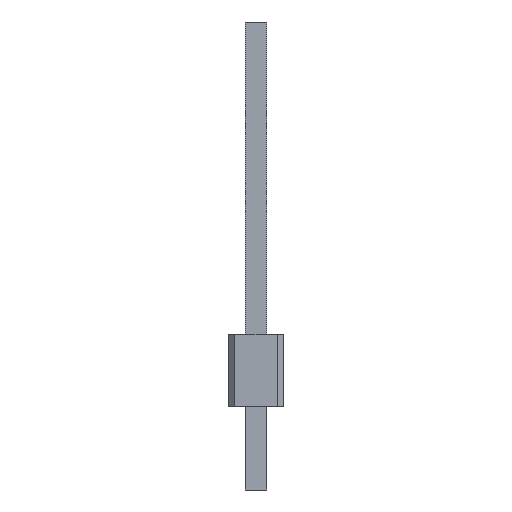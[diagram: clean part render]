
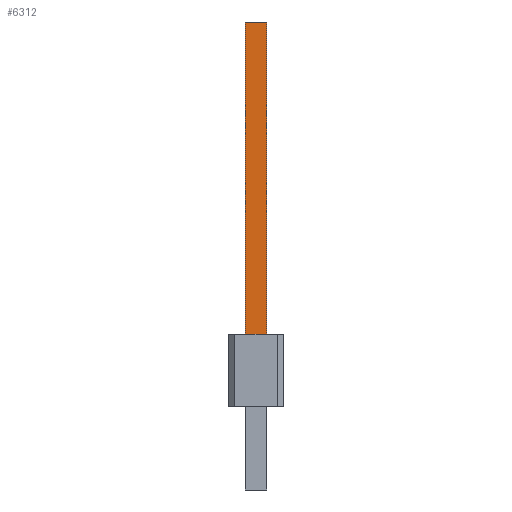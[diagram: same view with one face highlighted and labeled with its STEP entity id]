
A CAD part, left-side view. The second image highlights one B-rep face of the part: STEP entity #6312.
In plain terms, the highlighted planar face has unit normal (-1, 0, 0).
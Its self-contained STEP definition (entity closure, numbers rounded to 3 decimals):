
#100 = PLANE('',#101);
#101 = AXIS2_PLACEMENT_3D('',#102,#103,#104);
#102 = CARTESIAN_POINT('',(8.89,1.27,3.3));
#103 = DIRECTION('',(0.,0.,1.));
#104 = DIRECTION('',(1.,0.,0.));
#3050 = EDGE_CURVE('',#3051,#3053,#3055,.T.);
#3051 = VERTEX_POINT('',#3052);
#3052 = CARTESIAN_POINT('',(0.77,0.77,3.3));
#3053 = VERTEX_POINT('',#3054);
#3054 = CARTESIAN_POINT('',(0.77,1.77,3.3));
#3055 = SURFACE_CURVE('',#3056,(#3060,#3067),.PCURVE_S1.);
#3056 = LINE('',#3057,#3058);
#3057 = CARTESIAN_POINT('',(0.77,0.77,3.3));
#3058 = VECTOR('',#3059,1.);
#3059 = DIRECTION('',(0.,1.,0.));
#3060 = PCURVE('',#100,#3061);
#3061 = DEFINITIONAL_REPRESENTATION('',(#3062),#3066);
#3062 = LINE('',#3063,#3064);
#3063 = CARTESIAN_POINT('',(-8.12,-0.5));
#3064 = VECTOR('',#3065,1.);
#3065 = DIRECTION('',(0.,1.));
#3066 = ( GEOMETRIC_REPRESENTATION_CONTEXT(2) 
PARAMETRIC_REPRESENTATION_CONTEXT() REPRESENTATION_CONTEXT('2D SPACE',''
  ) );
#3067 = PCURVE('',#3068,#3073);
#3068 = PLANE('',#3069);
#3069 = AXIS2_PLACEMENT_3D('',#3070,#3071,#3072);
#3070 = CARTESIAN_POINT('',(0.77,0.77,3.3));
#3071 = DIRECTION('',(-1.,0.,0.));
#3072 = DIRECTION('',(0.,1.,0.));
#3073 = DEFINITIONAL_REPRESENTATION('',(#3074),#3078);
#3074 = LINE('',#3075,#3076);
#3075 = CARTESIAN_POINT('',(0.,0.));
#3076 = VECTOR('',#3077,1.);
#3077 = DIRECTION('',(1.,0.));
#3078 = ( GEOMETRIC_REPRESENTATION_CONTEXT(2) 
PARAMETRIC_REPRESENTATION_CONTEXT() REPRESENTATION_CONTEXT('2D SPACE',''
  ) );
#3096 = PLANE('',#3097);
#3097 = AXIS2_PLACEMENT_3D('',#3098,#3099,#3100);
#3098 = CARTESIAN_POINT('',(0.77,1.77,3.3));
#3099 = DIRECTION('',(0.,1.,0.));
#3100 = DIRECTION('',(1.,0.,0.));
#3150 = PLANE('',#3151);
#3151 = AXIS2_PLACEMENT_3D('',#3152,#3153,#3154);
#3152 = CARTESIAN_POINT('',(1.77,0.77,3.3));
#3153 = DIRECTION('',(0.,-1.,0.));
#3154 = DIRECTION('',(-1.,0.,0.));
#6312 = ADVANCED_FACE('',(#6313),#3068,.T.);
#6313 = FACE_BOUND('',#6314,.T.);
#6314 = EDGE_LOOP('',(#6315,#6338,#6366,#6387));
#6315 = ORIENTED_EDGE('',*,*,#6316,.T.);
#6316 = EDGE_CURVE('',#3051,#6317,#6319,.T.);
#6317 = VERTEX_POINT('',#6318);
#6318 = CARTESIAN_POINT('',(0.77,0.77,17.52));
#6319 = SURFACE_CURVE('',#6320,(#6324,#6331),.PCURVE_S1.);
#6320 = LINE('',#6321,#6322);
#6321 = CARTESIAN_POINT('',(0.77,0.77,3.3));
#6322 = VECTOR('',#6323,1.);
#6323 = DIRECTION('',(0.,0.,1.));
#6324 = PCURVE('',#3068,#6325);
#6325 = DEFINITIONAL_REPRESENTATION('',(#6326),#6330);
#6326 = LINE('',#6327,#6328);
#6327 = CARTESIAN_POINT('',(0.,0.));
#6328 = VECTOR('',#6329,1.);
#6329 = DIRECTION('',(0.,-1.));
#6330 = ( GEOMETRIC_REPRESENTATION_CONTEXT(2) 
PARAMETRIC_REPRESENTATION_CONTEXT() REPRESENTATION_CONTEXT('2D SPACE',''
  ) );
#6331 = PCURVE('',#3150,#6332);
#6332 = DEFINITIONAL_REPRESENTATION('',(#6333),#6337);
#6333 = LINE('',#6334,#6335);
#6334 = CARTESIAN_POINT('',(1.,0.));
#6335 = VECTOR('',#6336,1.);
#6336 = DIRECTION('',(0.,-1.));
#6337 = ( GEOMETRIC_REPRESENTATION_CONTEXT(2) 
PARAMETRIC_REPRESENTATION_CONTEXT() REPRESENTATION_CONTEXT('2D SPACE',''
  ) );
#6338 = ORIENTED_EDGE('',*,*,#6339,.T.);
#6339 = EDGE_CURVE('',#6317,#6340,#6342,.T.);
#6340 = VERTEX_POINT('',#6341);
#6341 = CARTESIAN_POINT('',(0.77,1.77,17.52));
#6342 = SURFACE_CURVE('',#6343,(#6347,#6354),.PCURVE_S1.);
#6343 = LINE('',#6344,#6345);
#6344 = CARTESIAN_POINT('',(0.77,0.77,17.52));
#6345 = VECTOR('',#6346,1.);
#6346 = DIRECTION('',(0.,1.,0.));
#6347 = PCURVE('',#3068,#6348);
#6348 = DEFINITIONAL_REPRESENTATION('',(#6349),#6353);
#6349 = LINE('',#6350,#6351);
#6350 = CARTESIAN_POINT('',(0.,-14.22));
#6351 = VECTOR('',#6352,1.);
#6352 = DIRECTION('',(1.,0.));
#6353 = ( GEOMETRIC_REPRESENTATION_CONTEXT(2) 
PARAMETRIC_REPRESENTATION_CONTEXT() REPRESENTATION_CONTEXT('2D SPACE',''
  ) );
#6354 = PCURVE('',#6355,#6360);
#6355 = PLANE('',#6356);
#6356 = AXIS2_PLACEMENT_3D('',#6357,#6358,#6359);
#6357 = CARTESIAN_POINT('',(1.27,1.27,17.52));
#6358 = DIRECTION('',(-0.,-0.,-1.));
#6359 = DIRECTION('',(-1.,0.,0.));
#6360 = DEFINITIONAL_REPRESENTATION('',(#6361),#6365);
#6361 = LINE('',#6362,#6363);
#6362 = CARTESIAN_POINT('',(0.5,-0.5));
#6363 = VECTOR('',#6364,1.);
#6364 = DIRECTION('',(0.,1.));
#6365 = ( GEOMETRIC_REPRESENTATION_CONTEXT(2) 
PARAMETRIC_REPRESENTATION_CONTEXT() REPRESENTATION_CONTEXT('2D SPACE',''
  ) );
#6366 = ORIENTED_EDGE('',*,*,#6367,.F.);
#6367 = EDGE_CURVE('',#3053,#6340,#6368,.T.);
#6368 = SURFACE_CURVE('',#6369,(#6373,#6380),.PCURVE_S1.);
#6369 = LINE('',#6370,#6371);
#6370 = CARTESIAN_POINT('',(0.77,1.77,3.3));
#6371 = VECTOR('',#6372,1.);
#6372 = DIRECTION('',(0.,0.,1.));
#6373 = PCURVE('',#3068,#6374);
#6374 = DEFINITIONAL_REPRESENTATION('',(#6375),#6379);
#6375 = LINE('',#6376,#6377);
#6376 = CARTESIAN_POINT('',(1.,0.));
#6377 = VECTOR('',#6378,1.);
#6378 = DIRECTION('',(0.,-1.));
#6379 = ( GEOMETRIC_REPRESENTATION_CONTEXT(2) 
PARAMETRIC_REPRESENTATION_CONTEXT() REPRESENTATION_CONTEXT('2D SPACE',''
  ) );
#6380 = PCURVE('',#3096,#6381);
#6381 = DEFINITIONAL_REPRESENTATION('',(#6382),#6386);
#6382 = LINE('',#6383,#6384);
#6383 = CARTESIAN_POINT('',(0.,0.));
#6384 = VECTOR('',#6385,1.);
#6385 = DIRECTION('',(0.,-1.));
#6386 = ( GEOMETRIC_REPRESENTATION_CONTEXT(2) 
PARAMETRIC_REPRESENTATION_CONTEXT() REPRESENTATION_CONTEXT('2D SPACE',''
  ) );
#6387 = ORIENTED_EDGE('',*,*,#3050,.F.);
